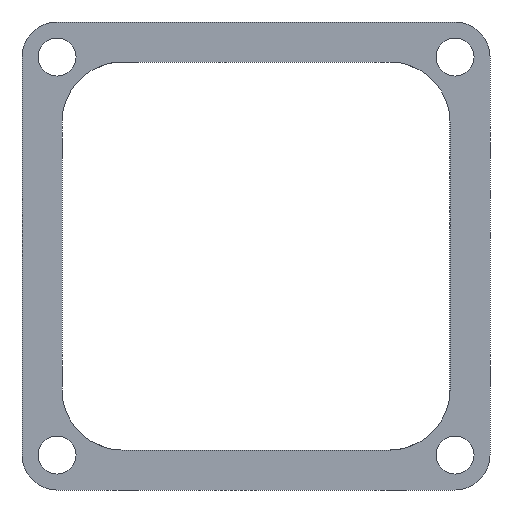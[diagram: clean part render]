
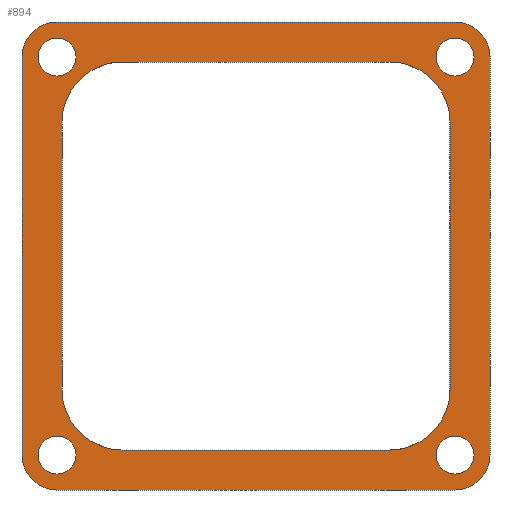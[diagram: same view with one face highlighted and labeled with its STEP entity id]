
A CAD part, front view. The second image highlights one B-rep face of the part: STEP entity #894.
In plain terms, the highlighted planar face has unit normal (0, -1, 0).
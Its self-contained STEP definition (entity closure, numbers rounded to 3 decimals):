
#31=FACE_BOUND('',#129,.T.);
#32=FACE_BOUND('',#130,.T.);
#33=FACE_BOUND('',#131,.T.);
#34=FACE_BOUND('',#132,.T.);
#35=FACE_BOUND('',#133,.T.);
#55=PLANE('',#980);
#81=FACE_OUTER_BOUND('',#128,.T.);
#128=EDGE_LOOP('',(#694,#695,#696,#697,#698,#699,#700,#701));
#129=EDGE_LOOP('',(#702,#703,#704,#705,#706,#707,#708,#709));
#130=EDGE_LOOP('',(#710));
#131=EDGE_LOOP('',(#711));
#132=EDGE_LOOP('',(#712));
#133=EDGE_LOOP('',(#713));
#170=LINE('',#1305,#246);
#189=LINE('',#1360,#265);
#205=LINE('',#1470,#281);
#206=LINE('',#1476,#282);
#212=LINE('',#1519,#288);
#215=LINE('',#1529,#291);
#216=LINE('',#1533,#292);
#217=LINE('',#1537,#293);
#246=VECTOR('',#1040,10.);
#265=VECTOR('',#1087,10.);
#281=VECTOR('',#1137,10.);
#282=VECTOR('',#1144,10.);
#288=VECTOR('',#1166,10.);
#291=VECTOR('',#1175,10.);
#292=VECTOR('',#1178,10.);
#293=VECTOR('',#1181,10.);
#331=CIRCLE('',#954,6.);
#333=CIRCLE('',#957,6.);
#335=CIRCLE('',#962,6.);
#343=CIRCLE('',#973,6.);
#345=CIRCLE('',#976,3.5);
#348=CIRCLE('',#981,3.5);
#349=CIRCLE('',#982,3.5);
#350=CIRCLE('',#983,3.5);
#351=CIRCLE('',#984,1.9);
#352=CIRCLE('',#985,1.9);
#353=CIRCLE('',#986,1.9);
#354=CIRCLE('',#987,1.9);
#373=VERTEX_POINT('',#1302);
#374=VERTEX_POINT('',#1304);
#395=VERTEX_POINT('',#1357);
#396=VERTEX_POINT('',#1359);
#401=VERTEX_POINT('',#1371);
#405=VERTEX_POINT('',#1398);
#416=VERTEX_POINT('',#1461);
#419=VERTEX_POINT('',#1475);
#426=VERTEX_POINT('',#1512);
#427=VERTEX_POINT('',#1514);
#428=VERTEX_POINT('',#1518);
#432=VERTEX_POINT('',#1528);
#433=VERTEX_POINT('',#1530);
#434=VERTEX_POINT('',#1532);
#435=VERTEX_POINT('',#1534);
#436=VERTEX_POINT('',#1536);
#437=VERTEX_POINT('',#1539);
#438=VERTEX_POINT('',#1541);
#439=VERTEX_POINT('',#1543);
#440=VERTEX_POINT('',#1545);
#462=EDGE_CURVE('',#374,#373,#170,.T.);
#489=EDGE_CURVE('',#396,#395,#189,.T.);
#495=EDGE_CURVE('',#396,#401,#331,.T.);
#500=EDGE_CURVE('',#374,#405,#333,.T.);
#515=EDGE_CURVE('',#373,#416,#335,.F.);
#520=EDGE_CURVE('',#416,#401,#205,.T.);
#523=EDGE_CURVE('',#419,#405,#206,.T.);
#531=EDGE_CURVE('',#419,#395,#343,.T.);
#534=EDGE_CURVE('',#426,#427,#345,.T.);
#536=EDGE_CURVE('',#428,#427,#212,.T.);
#541=EDGE_CURVE('',#426,#432,#215,.T.);
#542=EDGE_CURVE('',#433,#432,#348,.T.);
#543=EDGE_CURVE('',#433,#434,#216,.T.);
#544=EDGE_CURVE('',#435,#434,#349,.T.);
#545=EDGE_CURVE('',#435,#436,#217,.T.);
#546=EDGE_CURVE('',#428,#436,#350,.T.);
#547=EDGE_CURVE('',#437,#437,#351,.T.);
#548=EDGE_CURVE('',#438,#438,#352,.T.);
#549=EDGE_CURVE('',#439,#439,#353,.T.);
#550=EDGE_CURVE('',#440,#440,#354,.T.);
#694=ORIENTED_EDGE('',*,*,#534,.F.);
#695=ORIENTED_EDGE('',*,*,#541,.T.);
#696=ORIENTED_EDGE('',*,*,#542,.F.);
#697=ORIENTED_EDGE('',*,*,#543,.T.);
#698=ORIENTED_EDGE('',*,*,#544,.F.);
#699=ORIENTED_EDGE('',*,*,#545,.T.);
#700=ORIENTED_EDGE('',*,*,#546,.F.);
#701=ORIENTED_EDGE('',*,*,#536,.T.);
#702=ORIENTED_EDGE('',*,*,#531,.F.);
#703=ORIENTED_EDGE('',*,*,#523,.T.);
#704=ORIENTED_EDGE('',*,*,#500,.F.);
#705=ORIENTED_EDGE('',*,*,#462,.T.);
#706=ORIENTED_EDGE('',*,*,#515,.T.);
#707=ORIENTED_EDGE('',*,*,#520,.T.);
#708=ORIENTED_EDGE('',*,*,#495,.F.);
#709=ORIENTED_EDGE('',*,*,#489,.T.);
#710=ORIENTED_EDGE('',*,*,#547,.T.);
#711=ORIENTED_EDGE('',*,*,#548,.T.);
#712=ORIENTED_EDGE('',*,*,#549,.T.);
#713=ORIENTED_EDGE('',*,*,#550,.T.);
#894=ADVANCED_FACE('',(#81,#31,#32,#33,#34,#35),#55,.F.);
#954=AXIS2_PLACEMENT_3D('',#1372,#1098,#1099);
#957=AXIS2_PLACEMENT_3D('',#1399,#1106,#1107);
#962=AXIS2_PLACEMENT_3D('',#1463,#1126,#1127);
#973=AXIS2_PLACEMENT_3D('',#1507,#1154,#1155);
#976=AXIS2_PLACEMENT_3D('',#1515,#1161,#1162);
#980=AXIS2_PLACEMENT_3D('',#1527,#1173,#1174);
#981=AXIS2_PLACEMENT_3D('',#1531,#1176,#1177);
#982=AXIS2_PLACEMENT_3D('',#1535,#1179,#1180);
#983=AXIS2_PLACEMENT_3D('',#1538,#1182,#1183);
#984=AXIS2_PLACEMENT_3D('',#1540,#1184,#1185);
#985=AXIS2_PLACEMENT_3D('',#1542,#1186,#1187);
#986=AXIS2_PLACEMENT_3D('',#1544,#1188,#1189);
#987=AXIS2_PLACEMENT_3D('',#1546,#1190,#1191);
#1040=DIRECTION('',(0.,0.,-1.));
#1087=DIRECTION('',(0.,0.,1.));
#1098=DIRECTION('center_axis',(0.,-1.,0.));
#1099=DIRECTION('ref_axis',(0.,0.,-1.));
#1106=DIRECTION('center_axis',(0.,-1.,0.));
#1107=DIRECTION('ref_axis',(0.,0.,1.));
#1126=DIRECTION('center_axis',(0.,-1.,0.));
#1127=DIRECTION('ref_axis',(0.,0.,-1.));
#1137=DIRECTION('',(-1.,0.,0.));
#1144=DIRECTION('',(1.,0.,0.));
#1154=DIRECTION('center_axis',(0.,-1.,0.));
#1155=DIRECTION('ref_axis',(-1.,0.,0.));
#1161=DIRECTION('center_axis',(0.,1.,0.));
#1162=DIRECTION('ref_axis',(-0.707,0.,0.707));
#1166=DIRECTION('',(-1.,0.,0.));
#1173=DIRECTION('center_axis',(0.,1.,0.));
#1174=DIRECTION('ref_axis',(1.,0.,0.));
#1175=DIRECTION('',(0.,0.,-1.));
#1176=DIRECTION('center_axis',(0.,1.,0.));
#1177=DIRECTION('ref_axis',(-0.707,0.,-0.707));
#1178=DIRECTION('',(1.,0.,0.));
#1179=DIRECTION('center_axis',(0.,1.,0.));
#1180=DIRECTION('ref_axis',(0.707,0.,-0.707));
#1181=DIRECTION('',(0.,0.,1.));
#1182=DIRECTION('center_axis',(0.,1.,0.));
#1183=DIRECTION('ref_axis',(0.707,0.,0.707));
#1184=DIRECTION('center_axis',(0.,1.,0.));
#1185=DIRECTION('ref_axis',(-1.,0.,0.));
#1186=DIRECTION('center_axis',(0.,1.,0.));
#1187=DIRECTION('ref_axis',(-1.,0.,0.));
#1188=DIRECTION('center_axis',(0.,1.,0.));
#1189=DIRECTION('ref_axis',(-1.,0.,0.));
#1190=DIRECTION('center_axis',(0.,1.,0.));
#1191=DIRECTION('ref_axis',(-1.,0.,0.));
#1302=CARTESIAN_POINT('',(42.8,0.,10.));
#1304=CARTESIAN_POINT('',(42.8,0.,36.8));
#1305=CARTESIAN_POINT('',(42.8,0.,23.4));
#1357=CARTESIAN_POINT('',(4.,0.,36.8));
#1359=CARTESIAN_POINT('',(4.,0.,10.));
#1360=CARTESIAN_POINT('',(4.,0.,23.4));
#1371=CARTESIAN_POINT('',(10.,0.,4.));
#1372=CARTESIAN_POINT('Origin',(10.,0.,10.));
#1398=CARTESIAN_POINT('',(36.8,0.,42.8));
#1399=CARTESIAN_POINT('Origin',(36.8,0.,36.8));
#1461=CARTESIAN_POINT('',(36.8,0.,4.));
#1463=CARTESIAN_POINT('Origin',(36.8,0.,10.));
#1470=CARTESIAN_POINT('',(15.2,0.,4.));
#1475=CARTESIAN_POINT('',(10.,0.,42.8));
#1476=CARTESIAN_POINT('',(31.6,0.,42.8));
#1507=CARTESIAN_POINT('Origin',(10.,0.,36.8));
#1512=CARTESIAN_POINT('',(0.,0.,43.3));
#1514=CARTESIAN_POINT('',(3.5,0.,46.8));
#1515=CARTESIAN_POINT('Origin',(3.5,0.,43.3));
#1518=CARTESIAN_POINT('',(43.3,0.,46.8));
#1519=CARTESIAN_POINT('',(46.8,0.,46.8));
#1527=CARTESIAN_POINT('Origin',(23.4,0.,23.4));
#1528=CARTESIAN_POINT('',(0.,0.,3.5));
#1529=CARTESIAN_POINT('',(0.,0.,46.8));
#1530=CARTESIAN_POINT('',(3.5,0.,0.));
#1531=CARTESIAN_POINT('Origin',(3.5,0.,3.5));
#1532=CARTESIAN_POINT('',(43.3,0.,0.));
#1533=CARTESIAN_POINT('',(0.,0.,0.));
#1534=CARTESIAN_POINT('',(46.8,0.,3.5));
#1535=CARTESIAN_POINT('Origin',(43.3,0.,3.5));
#1536=CARTESIAN_POINT('',(46.8,0.,43.3));
#1537=CARTESIAN_POINT('',(46.8,0.,0.));
#1538=CARTESIAN_POINT('Origin',(43.3,0.,43.3));
#1539=CARTESIAN_POINT('',(45.2,0.,3.5));
#1540=CARTESIAN_POINT('Origin',(43.3,0.,3.5));
#1541=CARTESIAN_POINT('',(45.2,0.,43.3));
#1542=CARTESIAN_POINT('Origin',(43.3,0.,43.3));
#1543=CARTESIAN_POINT('',(5.4,0.,3.5));
#1544=CARTESIAN_POINT('Origin',(3.5,0.,3.5));
#1545=CARTESIAN_POINT('',(5.4,0.,43.3));
#1546=CARTESIAN_POINT('Origin',(3.5,0.,43.3));
